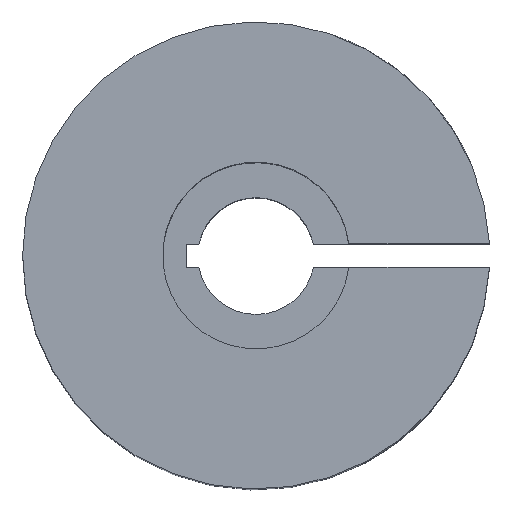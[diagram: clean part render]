
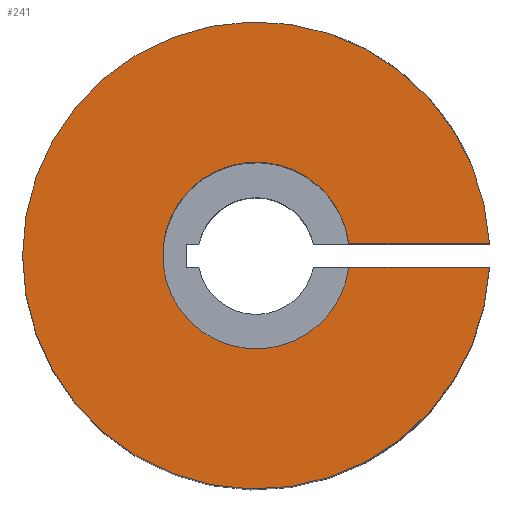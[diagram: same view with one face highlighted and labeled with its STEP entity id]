
A CAD part, top view. The second image highlights one B-rep face of the part: STEP entity #241.
In plain terms, the highlighted planar face has unit normal (0, 0, 1).
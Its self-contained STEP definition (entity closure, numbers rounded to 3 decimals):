
#5 = PLANE ( 'NONE',  #510 ) ;
#9 = ORIENTED_EDGE ( 'NONE', *, *, #1041, .T. ) ;
#27 = DIRECTION ( 'NONE',  ( 1., 0., 0. ) ) ;
#29 = DIRECTION ( 'NONE',  ( 0., 0., 1. ) ) ;
#102 = VERTEX_POINT ( 'NONE', #673 ) ;
#108 = ORIENTED_EDGE ( 'NONE', *, *, #654, .T. ) ;
#131 = CARTESIAN_POINT ( 'NONE',  ( 0., 0., 25. ) ) ;
#181 = AXIS2_PLACEMENT_3D ( 'NONE', #131, #438, #27 ) ;
#201 = ORIENTED_EDGE ( 'NONE', *, *, #1228, .F. ) ;
#241 = ADVANCED_FACE ( 'NONE', ( #901 ), #5, .T. ) ;
#258 = CARTESIAN_POINT ( 'NONE',  ( -3., -0.5, 25. ) ) ;
#263 = DIRECTION ( 'NONE',  ( 1., 0., 0. ) ) ;
#305 = AXIS2_PLACEMENT_3D ( 'NONE', #757, #472, #263 ) ;
#311 = DIRECTION ( 'NONE',  ( 0., 0., 1. ) ) ;
#351 = CIRCLE ( 'NONE', #862, 10. ) ;
#360 = LINE ( 'NONE', #258, #380 ) ;
#361 = EDGE_CURVE ( 'NONE', #443, #1012, #515, .T. ) ;
#380 = VECTOR ( 'NONE', #662, 1000. ) ;
#388 = CARTESIAN_POINT ( 'NONE',  ( -10., 0., 25. ) ) ;
#410 = CARTESIAN_POINT ( 'NONE',  ( 0., 0., 25. ) ) ;
#432 = CARTESIAN_POINT ( 'NONE',  ( 9.987, 0.5, 25. ) ) ;
#438 = DIRECTION ( 'NONE',  ( 0., 0., 1. ) ) ;
#441 = DIRECTION ( 'NONE',  ( 1., 0., 0. ) ) ;
#443 = VERTEX_POINT ( 'NONE', #459 ) ;
#459 = CARTESIAN_POINT ( 'NONE',  ( 3.969, 0.5, 25. ) ) ;
#472 = DIRECTION ( 'NONE',  ( 0., 0., 1. ) ) ;
#487 = EDGE_CURVE ( 'NONE', #443, #102, #1093, .T. ) ;
#510 = AXIS2_PLACEMENT_3D ( 'NONE', #410, #311, #1102 ) ;
#515 = LINE ( 'NONE', #932, #1194 ) ;
#530 = CARTESIAN_POINT ( 'NONE',  ( 9.987, -0.5, 25. ) ) ;
#536 = ORIENTED_EDGE ( 'NONE', *, *, #487, .F. ) ;
#654 = EDGE_CURVE ( 'NONE', #1012, #964, #351, .T. ) ;
#662 = DIRECTION ( 'NONE',  ( 1., 0., 0. ) ) ;
#673 = CARTESIAN_POINT ( 'NONE',  ( 3.969, -0.5, 25. ) ) ;
#757 = CARTESIAN_POINT ( 'NONE',  ( 0., 0., 25. ) ) ;
#774 = ORIENTED_EDGE ( 'NONE', *, *, #361, .T. ) ;
#832 = DIRECTION ( 'NONE',  ( 1., 0., 0. ) ) ;
#862 = AXIS2_PLACEMENT_3D ( 'NONE', #1022, #29, #832 ) ;
#901 = FACE_OUTER_BOUND ( 'NONE', #1137, .T. ) ;
#932 = CARTESIAN_POINT ( 'NONE',  ( -3., 0.5, 25. ) ) ;
#964 = VERTEX_POINT ( 'NONE', #388 ) ;
#1012 = VERTEX_POINT ( 'NONE', #432 ) ;
#1022 = CARTESIAN_POINT ( 'NONE',  ( 0., 0., 25. ) ) ;
#1041 = EDGE_CURVE ( 'NONE', #964, #1094, #1055, .T. ) ;
#1055 = CIRCLE ( 'NONE', #181, 10. ) ;
#1093 = CIRCLE ( 'NONE', #305, 4. ) ;
#1094 = VERTEX_POINT ( 'NONE', #530 ) ;
#1102 = DIRECTION ( 'NONE',  ( 1., 0., 0. ) ) ;
#1137 = EDGE_LOOP ( 'NONE', ( #774, #108, #9, #201, #536 ) ) ;
#1194 = VECTOR ( 'NONE', #441, 1000. ) ;
#1228 = EDGE_CURVE ( 'NONE', #102, #1094, #360, .T. ) ;
